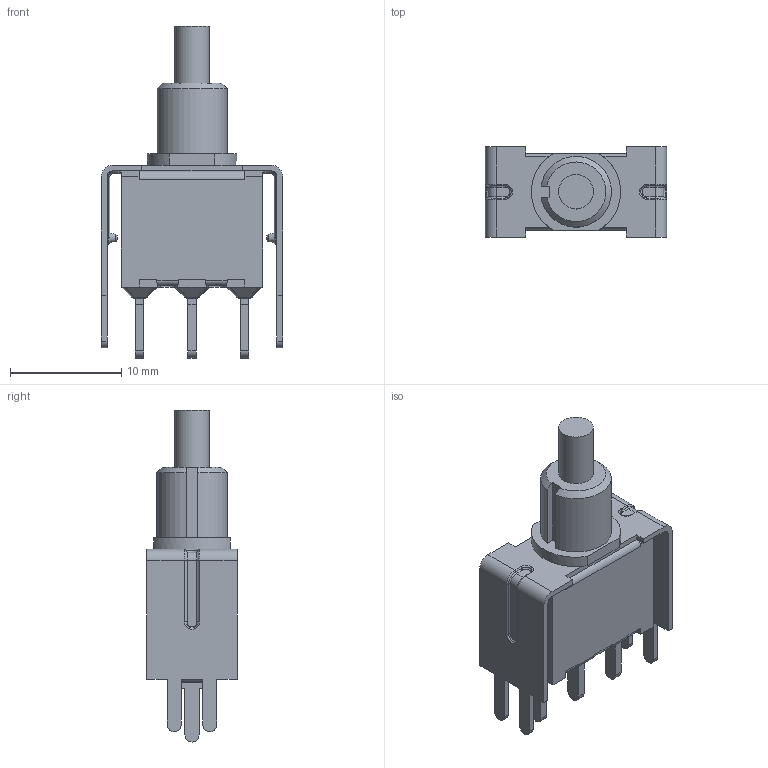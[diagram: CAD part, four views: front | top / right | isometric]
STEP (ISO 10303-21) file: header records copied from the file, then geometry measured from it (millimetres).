
FILE_DESCRIPTION((' '),'2;1');
FILE_NAME('700SP7B20VS2xE.stp','2017-08-03T13:12:27',(' '),(' '),' ','ACIS',' ');
FILE_SCHEMA(('CONFIG_CONTROL_DESIGN'));
Length unit declared in the file: inch
Products named in the file (1): 700SP7B20VS2xE.stp
Bounding box: 16.26 x 8.13 x 29.78 mm (x, y, z)
Volume: 1374.2 mm3; surface area: 1458.9 mm2
Topology: 1 solids, 2 shells, 370 faces, 931 edges, 576 vertices
Faces by surface type: plane 193, cylinder 100, torus 36, bspline 26, sphere 12, cone 3
Full cylindrical faces by diameter (mm): 3.1 x2
Entity records: 11223 total; most frequent: CARTESIAN_POINT 2284, ORIENTED_EDGE 1846, DIRECTION 1830, EDGE_CURVE 923, AXIS2_PLACEMENT_3D 612, VECTOR 606, LINE 606, VERTEX_POINT 574
